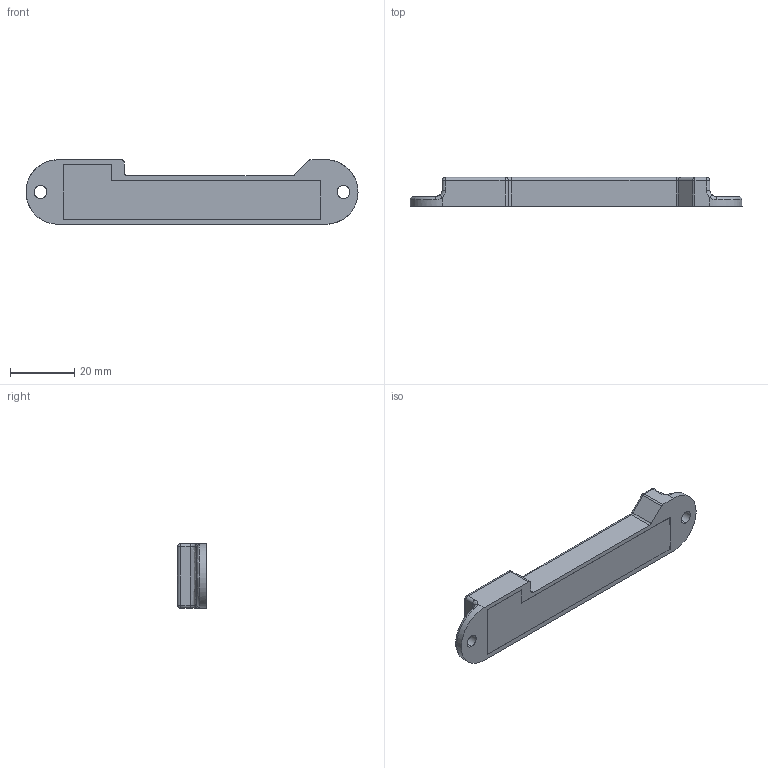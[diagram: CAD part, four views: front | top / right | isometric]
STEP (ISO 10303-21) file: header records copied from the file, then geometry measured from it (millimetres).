
FILE_DESCRIPTION (( 'STEP AP203' ), '1' );
FILE_NAME ('KGEA-BFCWX series.STEP', '2019-10-23T09:54:40', ( 'AdministradorLocal' ), ( '' ), 'SwSTEP 2.0', 'SolidWorks 2018', '' );
FILE_SCHEMA (( 'CONFIG_CONTROL_DESIGN' ));
Length unit declared in the file: millimetre
Products named in the file (3): housing.IGS; KGEA-BFCWX series.IGS; KGEA-BFCWX series
Assembly tree (2 placements, depth 3):
  KGEA-BFCWX series
    KGEA-BFCWX series.IGS
      housing.IGS
Bounding box: 102.99 x 9.05 x 20 mm (x, y, z)
Surface area: 8830.5 mm2 (no closed solid volume)
Topology: 0 solids, 2 shells, 159 faces, 413 edges, 262 vertices
Faces by surface type: bspline 159
Entity records: 7854 total; most frequent: CARTESIAN_POINT 5092, ORIENTED_EDGE 802, EDGE_CURVE 407, B_SPLINE_CURVE_WITH_KNOTS 358, VERTEX_POINT 262, EDGE_LOOP 175, ADVANCED_FACE 159, FACE_OUTER_BOUND 159
